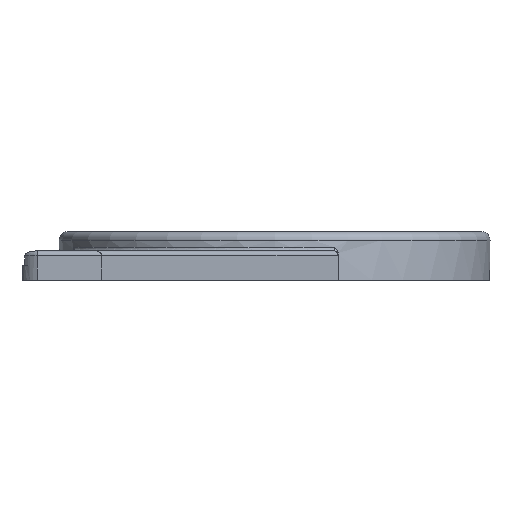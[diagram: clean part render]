
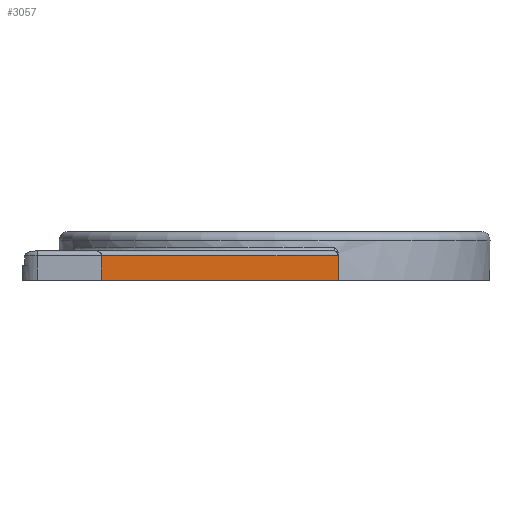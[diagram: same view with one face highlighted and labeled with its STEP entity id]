
A CAD part, left-side view. The second image highlights one B-rep face of the part: STEP entity #3057.
In plain terms, the highlighted planar face has unit normal (-1, 0, 0).
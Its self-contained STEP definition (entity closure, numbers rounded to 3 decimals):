
#563=FACE_OUTER_BOUND('',#753,.T.);
#753=EDGE_LOOP('',(#2712,#2713,#2714,#2715));
#821=LINE('',#4101,#1018);
#928=LINE('',#5707,#1125);
#937=LINE('',#5825,#1134);
#950=LINE('',#6001,#1147);
#1018=VECTOR('',#3406,10.);
#1125=VECTOR('',#3593,10.);
#1134=VECTOR('',#3634,10.);
#1147=VECTOR('',#3721,10.);
#1237=VERTEX_POINT('',#4098);
#1238=VERTEX_POINT('',#4100);
#1429=VERTEX_POINT('',#5686);
#1447=VERTEX_POINT('',#5823);
#1554=EDGE_CURVE('',#1238,#1237,#821,.F.);
#1839=EDGE_CURVE('',#1238,#1429,#928,.T.);
#1858=EDGE_CURVE('',#1447,#1237,#937,.T.);
#1895=EDGE_CURVE('',#1429,#1447,#950,.T.);
#2712=ORIENTED_EDGE('',*,*,#1858,.F.);
#2713=ORIENTED_EDGE('',*,*,#1895,.F.);
#2714=ORIENTED_EDGE('',*,*,#1839,.F.);
#2715=ORIENTED_EDGE('',*,*,#1554,.T.);
#2895=PLANE('',#3240);
#3057=ADVANCED_FACE('',(#563),#2895,.F.);
#3240=AXIS2_PLACEMENT_3D('',#6000,#3719,#3720);
#3406=DIRECTION('',(0.,0.,-1.));
#3593=DIRECTION('',(0.,1.,0.));
#3634=DIRECTION('',(0.,-1.,0.));
#3719=DIRECTION('center_axis',(1.,0.,0.));
#3720=DIRECTION('ref_axis',(0.,0.,1.));
#3721=DIRECTION('',(0.,0.,1.));
#4098=CARTESIAN_POINT('',(-41.776,-0.004,-0.5));
#4100=CARTESIAN_POINT('',(-41.776,-0.004,-3.));
#4101=CARTESIAN_POINT('',(-41.776,-0.004,-1.5));
#5686=CARTESIAN_POINT('',(-41.776,24.17,-3.));
#5707=CARTESIAN_POINT('',(-41.776,19.496,-3.));
#5823=CARTESIAN_POINT('',(-41.776,24.17,-0.5));
#5825=CARTESIAN_POINT('',(-41.776,22.558,-0.5));
#6000=CARTESIAN_POINT('Origin',(-41.776,19.496,-1.5));
#6001=CARTESIAN_POINT('',(-41.776,24.17,-0.75));
